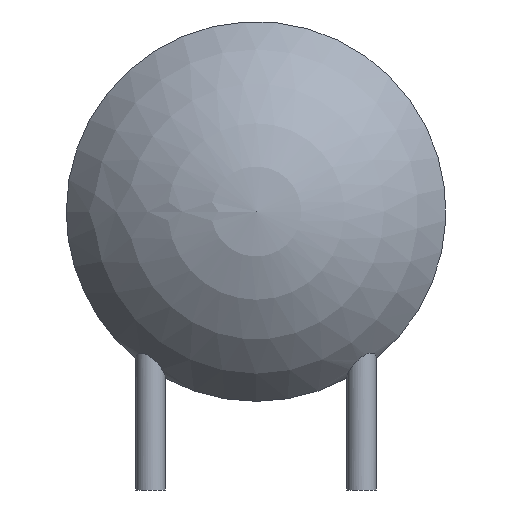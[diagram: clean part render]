
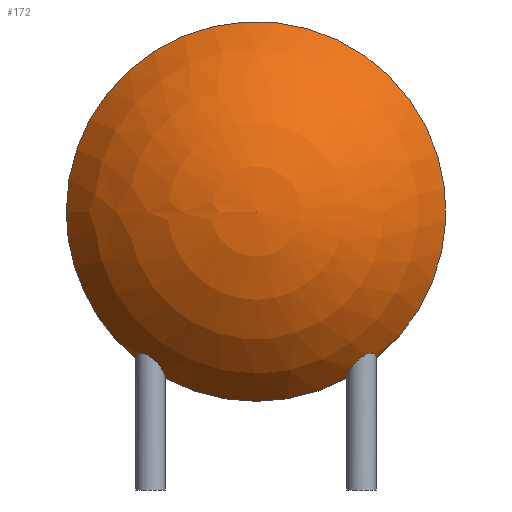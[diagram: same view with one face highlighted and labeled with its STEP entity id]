
A CAD part, front view. The second image highlights one B-rep face of the part: STEP entity #172.
In plain terms, the highlighted spherical face has radius 5.3 mm.
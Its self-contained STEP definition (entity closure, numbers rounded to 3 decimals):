
#51 = VERTEX_POINT('',#52);
#52 = CARTESIAN_POINT('',(-2.5,-0.35,1.148));
#58 = EDGE_CURVE('',#51,#59,#61,.T.);
#59 = VERTEX_POINT('',#60);
#60 = CARTESIAN_POINT('',(-2.15,0.,0.647));
#61 = B_SPLINE_CURVE_WITH_KNOTS('',7,(#62,#63,#64,#65,#66,#67,#68,#69,
#70,#71,#72,#73,#74,#75,#76,#77,#78,#79,#80,#81),.UNSPECIFIED.,.F.,
.F.,(8,6,6,8),(0.,0.245,0.624,1.),.UNSPECIFIED.);
#62 = CARTESIAN_POINT('',(-2.5,-0.35,1.148));
#63 = CARTESIAN_POINT('',(-2.478,-0.35,1.132
));
#64 = CARTESIAN_POINT('',(-2.456,-0.348,1.115
));
#65 = CARTESIAN_POINT('',(-2.436,-0.345,1.098
));
#66 = CARTESIAN_POINT('',(-2.416,-0.341,1.08
));
#67 = CARTESIAN_POINT('',(-2.396,-0.335,1.062)
);
#68 = CARTESIAN_POINT('',(-2.378,-0.329,1.044
));
#69 = CARTESIAN_POINT('',(-2.333,-0.309,0.997
));
#70 = CARTESIAN_POINT('',(-2.307,-0.295,0.968)
);
#71 = CARTESIAN_POINT('',(-2.284,-0.278,0.939
));
#72 = CARTESIAN_POINT('',(-2.262,-0.26,0.91
));
#73 = CARTESIAN_POINT('',(-2.242,-0.239,0.882
));
#74 = CARTESIAN_POINT('',(-2.224,-0.218,0.853)
);
#75 = CARTESIAN_POINT('',(-2.193,-0.171,0.798
));
#76 = CARTESIAN_POINT('',(-2.18,-0.146,0.771
));
#77 = CARTESIAN_POINT('',(-2.168,-0.119,0.744)
);
#78 = CARTESIAN_POINT('',(-2.16,-0.091,
0.718));
#79 = CARTESIAN_POINT('',(-2.153,-0.062,
0.693));
#80 = CARTESIAN_POINT('',(-2.15,-0.032,0.669));
#81 = CARTESIAN_POINT('',(-2.15,0.,0.647));
#84 = VERTEX_POINT('',#85);
#85 = CARTESIAN_POINT('',(-2.85,0.,1.118));
#132 = EDGE_CURVE('',#84,#51,#133,.T.);
#133 = B_SPLINE_CURVE_WITH_KNOTS('',7,(#134,#135,#136,#137,#138,#139,
#140,#141,#142,#143,#144,#145,#146,#147,#148,#149,#150,#151,#152,
#153,#154,#155,#156,#157,#158,#159,#160,#161,#162,#163,#164,#165),
.UNSPECIFIED.,.F.,.F.,(8,6,6,6,6,8),(0.,0.248,0.415,
0.54,0.748,1.),.UNSPECIFIED.);
#134 = CARTESIAN_POINT('',(-2.85,0.,1.118));
#135 = CARTESIAN_POINT('',(-2.85,-0.015,1.129));
#136 = CARTESIAN_POINT('',(-2.849,-0.03,
1.141));
#137 = CARTESIAN_POINT('',(-2.848,-0.045,
1.152));
#138 = CARTESIAN_POINT('',(-2.845,-0.061,
1.164));
#139 = CARTESIAN_POINT('',(-2.842,-0.078,
1.175));
#140 = CARTESIAN_POINT('',(-2.837,-0.096,
1.186));
#141 = CARTESIAN_POINT('',(-2.826,-0.128,
1.204));
#142 = CARTESIAN_POINT('',(-2.821,-0.141,
1.211));
#143 = CARTESIAN_POINT('',(-2.815,-0.153,1.217
));
#144 = CARTESIAN_POINT('',(-2.809,-0.166,
1.223));
#145 = CARTESIAN_POINT('',(-2.802,-0.179,
1.228));
#146 = CARTESIAN_POINT('',(-2.794,-0.191,
1.233));
#147 = CARTESIAN_POINT('',(-2.779,-0.212,
1.239));
#148 = CARTESIAN_POINT('',(-2.772,-0.221,
1.241));
#149 = CARTESIAN_POINT('',(-2.764,-0.23,1.243
));
#150 = CARTESIAN_POINT('',(-2.757,-0.238,
1.245));
#151 = CARTESIAN_POINT('',(-2.749,-0.247,1.246
));
#152 = CARTESIAN_POINT('',(-2.74,-0.255,
1.246));
#153 = CARTESIAN_POINT('',(-2.717,-0.275,
1.246));
#154 = CARTESIAN_POINT('',(-2.702,-0.287,
1.244));
#155 = CARTESIAN_POINT('',(-2.686,-0.298,1.241)
);
#156 = CARTESIAN_POINT('',(-2.67,-0.307,
1.237));
#157 = CARTESIAN_POINT('',(-2.653,-0.316,
1.232));
#158 = CARTESIAN_POINT('',(-2.636,-0.323,
1.225));
#159 = CARTESIAN_POINT('',(-2.599,-0.336,
1.209));
#160 = CARTESIAN_POINT('',(-2.58,-0.341,1.2
));
#161 = CARTESIAN_POINT('',(-2.563,-0.345,1.19
));
#162 = CARTESIAN_POINT('',(-2.546,-0.348,
1.179));
#163 = CARTESIAN_POINT('',(-2.53,-0.349,
1.169));
#164 = CARTESIAN_POINT('',(-2.515,-0.35,
1.159));
#165 = CARTESIAN_POINT('',(-2.5,-0.35,1.148));
#172 = ADVANCED_FACE('',(#173),#261,.T.);
#173 = FACE_BOUND('',#174,.T.);
#174 = EDGE_LOOP('',(#175,#186,#193,#194,#195,#204,#253,#260));
#175 = ORIENTED_EDGE('',*,*,#176,.F.);
#176 = EDGE_CURVE('',#177,#179,#181,.T.);
#177 = VERTEX_POINT('',#178);
#178 = CARTESIAN_POINT('',(-4.5,0.,4.6));
#179 = VERTEX_POINT('',#180);
#180 = CARTESIAN_POINT('',(0.,-2.5,4.6));
#181 = CIRCLE('',#182,5.3);
#182 = AXIS2_PLACEMENT_3D('',#183,#184,#185);
#183 = CARTESIAN_POINT('',(0.,2.8,4.6));
#184 = DIRECTION('',(0.,0.,1.));
#185 = DIRECTION('',(-0.849,-0.528,0.));
#186 = ORIENTED_EDGE('',*,*,#187,.T.);
#187 = EDGE_CURVE('',#177,#84,#188,.T.);
#188 = CIRCLE('',#189,4.5);
#189 = AXIS2_PLACEMENT_3D('',#190,#191,#192);
#190 = CARTESIAN_POINT('',(0.,0.,4.6));
#191 = DIRECTION('',(0.,-1.,0.));
#192 = DIRECTION('',(-1.,0.,0.));
#193 = ORIENTED_EDGE('',*,*,#132,.T.);
#194 = ORIENTED_EDGE('',*,*,#58,.T.);
#195 = ORIENTED_EDGE('',*,*,#196,.T.);
#196 = EDGE_CURVE('',#59,#197,#199,.T.);
#197 = VERTEX_POINT('',#198);
#198 = CARTESIAN_POINT('',(2.15,0.,0.647));
#199 = CIRCLE('',#200,4.5);
#200 = AXIS2_PLACEMENT_3D('',#201,#202,#203);
#201 = CARTESIAN_POINT('',(0.,0.,4.6));
#202 = DIRECTION('',(0.,-1.,0.));
#203 = DIRECTION('',(-1.,0.,0.));
#204 = ORIENTED_EDGE('',*,*,#205,.T.);
#205 = EDGE_CURVE('',#197,#206,#208,.T.);
#206 = VERTEX_POINT('',#207);
#207 = CARTESIAN_POINT('',(2.85,0.,1.118));
#208 = B_SPLINE_CURVE_WITH_KNOTS('',7,(#209,#210,#211,#212,#213,#214,
#215,#216,#217,#218,#219,#220,#221,#222,#223,#224,#225,#226,#227,
#228,#229,#230,#231,#232,#233,#234,#235,#236,#237,#238,#239,#240,
#241,#242,#243,#244,#245,#246,#247,#248,#249,#250,#251,#252),
.UNSPECIFIED.,.F.,.F.,(8,6,6,6,6,6,6,8),(0.,0.189,
0.367,0.518,0.648,0.715,
0.853,1.),.UNSPECIFIED.);
#209 = CARTESIAN_POINT('',(2.15,0.,0.647));
#210 = CARTESIAN_POINT('',(2.15,-0.025,0.664));
#211 = CARTESIAN_POINT('',(2.152,-0.049,
0.683));
#212 = CARTESIAN_POINT('',(2.156,-0.072,
0.702));
#213 = CARTESIAN_POINT('',(2.161,-0.095,
0.722));
#214 = CARTESIAN_POINT('',(2.169,-0.117,0.743)
);
#215 = CARTESIAN_POINT('',(2.178,-0.139,0.765)
);
#216 = CARTESIAN_POINT('',(2.199,-0.18,0.808
));
#217 = CARTESIAN_POINT('',(2.21,-0.199,0.83)
);
#218 = CARTESIAN_POINT('',(2.224,-0.217,0.852
));
#219 = CARTESIAN_POINT('',(2.238,-0.235,0.875
));
#220 = CARTESIAN_POINT('',(2.255,-0.252,0.899)
);
#221 = CARTESIAN_POINT('',(2.273,-0.267,0.924)
);
#222 = CARTESIAN_POINT('',(2.31,-0.295,0.97
));
#223 = CARTESIAN_POINT('',(2.328,-0.306,0.991
));
#224 = CARTESIAN_POINT('',(2.348,-0.317,1.013)
);
#225 = CARTESIAN_POINT('',(2.37,-0.327,1.036)
);
#226 = CARTESIAN_POINT('',(2.393,-0.335,1.059
));
#227 = CARTESIAN_POINT('',(2.418,-0.341,1.082
));
#228 = CARTESIAN_POINT('',(2.469,-0.349,1.125
));
#229 = CARTESIAN_POINT('',(2.494,-0.352,1.145
));
#230 = CARTESIAN_POINT('',(2.521,-0.352,1.164
));
#231 = CARTESIAN_POINT('',(2.549,-0.349,1.182
));
#232 = CARTESIAN_POINT('',(2.578,-0.343,1.199
));
#233 = CARTESIAN_POINT('',(2.606,-0.335,1.213)
);
#234 = CARTESIAN_POINT('',(2.648,-0.318,1.23)
);
#235 = CARTESIAN_POINT('',(2.662,-0.311,1.234
));
#236 = CARTESIAN_POINT('',(2.675,-0.304,1.238
));
#237 = CARTESIAN_POINT('',(2.688,-0.296,1.241
));
#238 = CARTESIAN_POINT('',(2.7,-0.288,1.244
));
#239 = CARTESIAN_POINT('',(2.712,-0.279,1.245)
);
#240 = CARTESIAN_POINT('',(2.746,-0.251,1.247)
);
#241 = CARTESIAN_POINT('',(2.765,-0.231,1.245
));
#242 = CARTESIAN_POINT('',(2.781,-0.211,1.24
));
#243 = CARTESIAN_POINT('',(2.795,-0.191,1.234
));
#244 = CARTESIAN_POINT('',(2.806,-0.172,1.226
));
#245 = CARTESIAN_POINT('',(2.815,-0.153,1.217
));
#246 = CARTESIAN_POINT('',(2.831,-0.115,1.197)
);
#247 = CARTESIAN_POINT('',(2.838,-0.095,
1.186));
#248 = CARTESIAN_POINT('',(2.843,-0.075,
1.173));
#249 = CARTESIAN_POINT('',(2.847,-0.056,
1.16));
#250 = CARTESIAN_POINT('',(2.849,-0.037,
1.147));
#251 = CARTESIAN_POINT('',(2.85,-0.018,1.132));
#252 = CARTESIAN_POINT('',(2.85,0.,1.118));
#253 = ORIENTED_EDGE('',*,*,#254,.T.);
#254 = EDGE_CURVE('',#206,#177,#255,.T.);
#255 = CIRCLE('',#256,4.5);
#256 = AXIS2_PLACEMENT_3D('',#257,#258,#259);
#257 = CARTESIAN_POINT('',(0.,0.,4.6));
#258 = DIRECTION('',(0.,-1.,0.));
#259 = DIRECTION('',(-1.,0.,0.));
#260 = ORIENTED_EDGE('',*,*,#176,.T.);
#261 = SPHERICAL_SURFACE('',#262,5.3);
#262 = AXIS2_PLACEMENT_3D('',#263,#264,#265);
#263 = CARTESIAN_POINT('',(0.,2.8,4.6));
#264 = DIRECTION('',(0.,-1.,0.));
#265 = DIRECTION('',(-1.,0.,0.));
